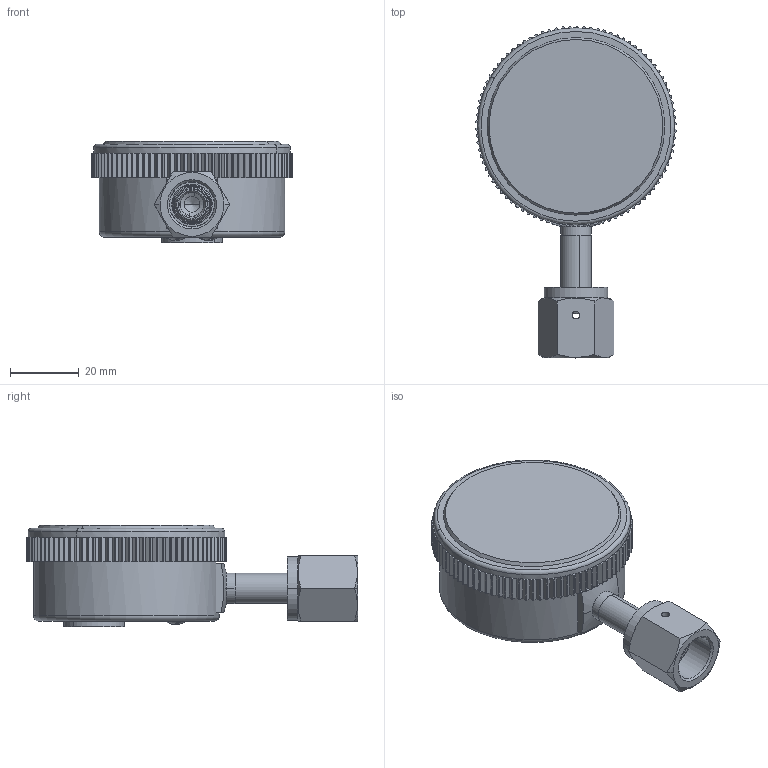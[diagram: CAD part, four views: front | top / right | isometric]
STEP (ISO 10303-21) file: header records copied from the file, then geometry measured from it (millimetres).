
FILE_DESCRIPTION (( 'STEP AP203' ), '1' );
FILE_NAME ('S122-VSF.STEP', '2019-07-26T14:10:28', ( '' ), ( '' ), 'SwSTEP 2.0', 'SolidWorks 2019', '' );
FILE_SCHEMA (( 'CONFIG_CONTROL_DESIGN' ));
Length unit declared in the file: inch
Products named in the file (1): S122-VSF
Bounding box: 58.28 x 96.38 x 29.59 mm (x, y, z)
Volume: 21773.4 mm3; surface area: 28671.4 mm2
Topology: 9 solids, 9 shells, 853 faces, 2194 edges, 1374 vertices
Faces by surface type: plane 444, cylinder 286, cone 76, torus 37, bspline 6, sphere 4
Entity records: 27784 total; most frequent: CARTESIAN_POINT 7140, ORIENTED_EDGE 4388, DIRECTION 4349, EDGE_CURVE 2194, AXIS2_PLACEMENT_3D 1595, VERTEX_POINT 1374, LINE 1159, VECTOR 1159
